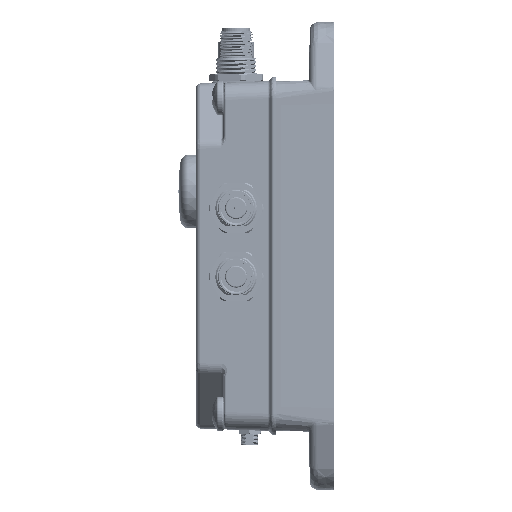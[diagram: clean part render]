
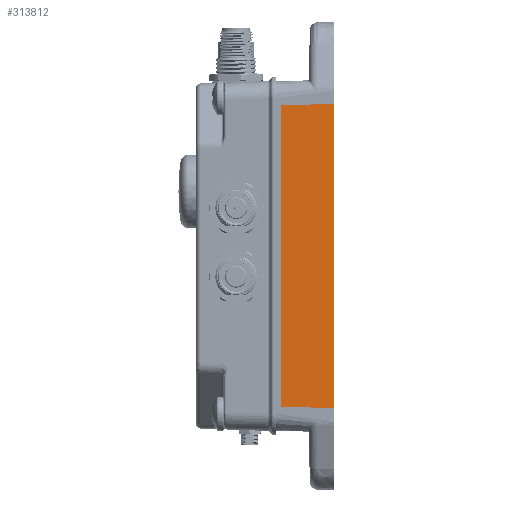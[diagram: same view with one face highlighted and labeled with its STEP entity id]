
A CAD part, left-side view. The second image highlights one B-rep face of the part: STEP entity #313812.
In plain terms, the highlighted planar face has unit normal (-1, -0.018, 0).
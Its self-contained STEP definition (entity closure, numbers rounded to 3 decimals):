
#29=DIRECTION('',(0.,0.,-1.));
#30=VECTOR('',#29,110.67);
#31=CARTESIAN_POINT('',(-42.515,0.,55.335));
#32=LINE('',#31,#30);
#161609=DIRECTION('',(0.017,-1.,0.017));
#161610=VECTOR('',#161609,19.206);
#161611=CARTESIAN_POINT('',(-42.85,19.2,55.));
#161612=LINE('',#161611,#161610);
#161613=DIRECTION('',(0.017,-1.,-0.017));
#161614=VECTOR('',#161613,19.206);
#161615=CARTESIAN_POINT('',(-42.85,19.2,-55.));
#161616=LINE('',#161615,#161614);
#161625=DIRECTION('',(0.,0.,-1.));
#161626=VECTOR('',#161625,110.);
#161627=CARTESIAN_POINT('',(-42.85,19.2,55.));
#161628=LINE('',#161627,#161626);
#167476=CARTESIAN_POINT('',(-42.85,19.2,55.));
#167477=CARTESIAN_POINT('',(-42.85,19.2,-55.));
#167478=VERTEX_POINT('',#167476);
#167479=VERTEX_POINT('',#167477);
#167485=CARTESIAN_POINT('',(-42.515,0.,-55.335));
#167487=VERTEX_POINT('',#167485);
#167489=CARTESIAN_POINT('',(-42.515,0.,55.335));
#167491=VERTEX_POINT('',#167489);
#313799=CARTESIAN_POINT('',(-42.85,19.2,56.967));
#313800=DIRECTION('',(1.,0.017,0.));
#313801=DIRECTION('',(0.,0.,1.));
#313802=AXIS2_PLACEMENT_3D('',#313799,#313800,#313801);
#313803=PLANE('',#313802);
#313804=ORIENTED_EDGE('',*,*,#178983,.T.);
#313806=ORIENTED_EDGE('',*,*,#313805,.F.);
#313808=ORIENTED_EDGE('',*,*,#313807,.F.);
#313809=ORIENTED_EDGE('',*,*,#313791,.T.);
#313810=EDGE_LOOP('',(#313804,#313806,#313808,#313809));
#313811=FACE_OUTER_BOUND('',#313810,.F.);
#313812=ADVANCED_FACE('',(#313811),#313803,.F.);
#178983=EDGE_CURVE('',#167491,#167487,#32,.T.);
#313791=EDGE_CURVE('',#167478,#167491,#161612,.T.);
#313805=EDGE_CURVE('',#167479,#167487,#161616,.T.);
#313807=EDGE_CURVE('',#167478,#167479,#161628,.T.);
